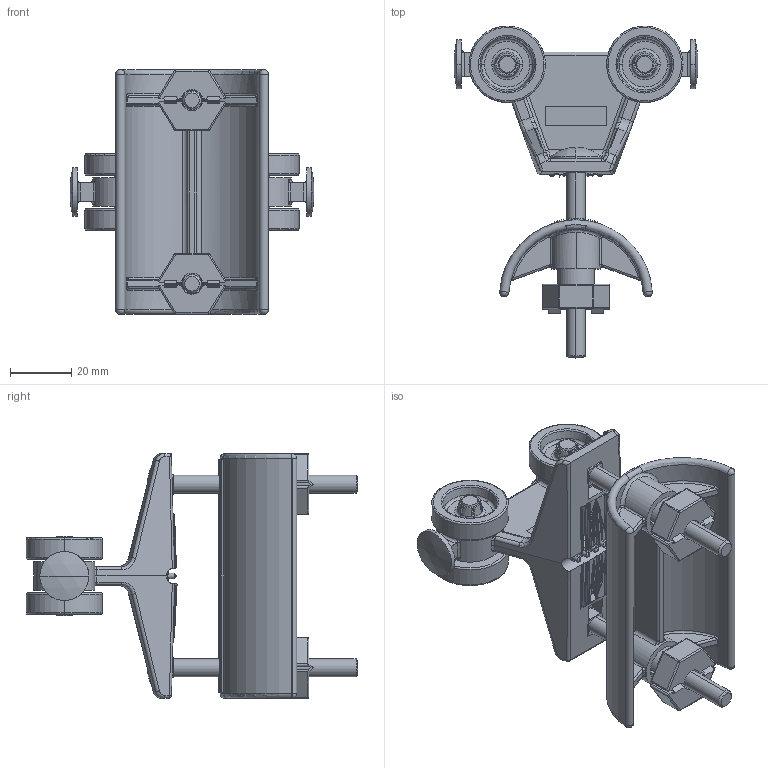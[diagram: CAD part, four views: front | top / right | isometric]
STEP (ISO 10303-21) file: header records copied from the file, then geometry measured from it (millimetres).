
FILE_DESCRIPTION (( 'STEP AP214' ), '1' );
FILE_NAME ('0020593.step', '2022-08-30T12:38:28', ( '' ), ( '' ), 'SwSTEP 2.0', 'SolidWorks 2020', '' );
FILE_SCHEMA (( 'AUTOMOTIVE_DESIGN' ));
Length unit declared in the file: inch
Products named in the file (1): 0020593
Bounding box: 79.77 x 108.5 x 80 mm (x, y, z)
Surface area: 40515.6 mm2 (no closed solid volume)
Topology: 0 solids, 68 shells, 993 faces, 2745 edges, 1789 vertices
Faces by surface type: plane 444, cylinder 280, bspline 88, torus 80, cone 62, sphere 39
Entity records: 57741 total; most frequent: CARTESIAN_POINT 21401, ORIENTED_EDGE 4679, DIRECTION 4558, EDGE_CURVE 2720, VERTEX_POINT 1784, AXIS2_PLACEMENT_3D 1636, VECTOR 1286, LINE 1286
